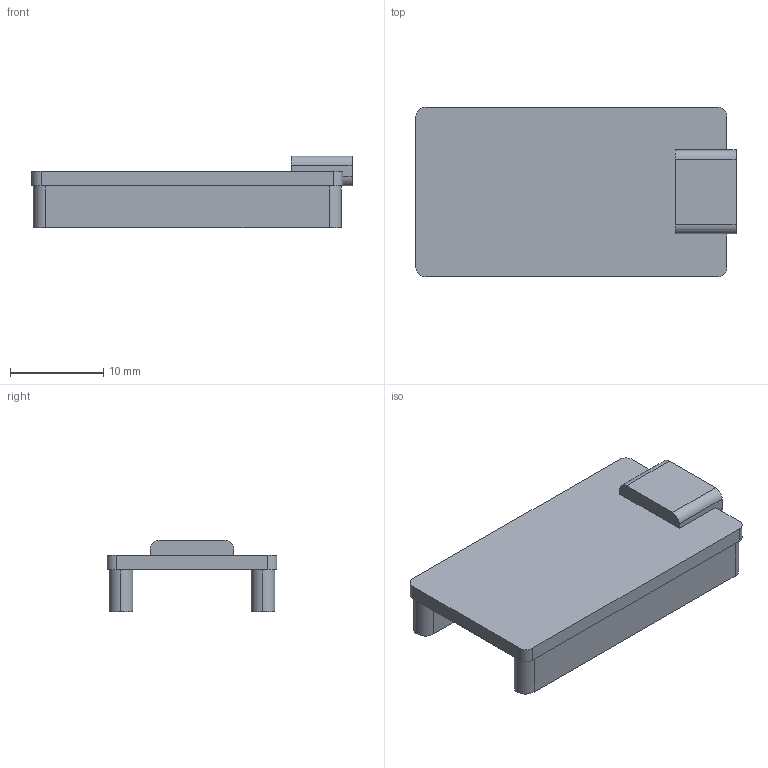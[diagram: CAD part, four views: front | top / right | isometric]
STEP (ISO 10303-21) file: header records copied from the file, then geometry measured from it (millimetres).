
FILE_DESCRIPTION(/* description */ (''),/* implementation_level */ '2;1');
FILE_NAME(/* name */ 'nice-nano v7.step',/* time_stamp */ '2023-06-29T10:57:42+08:00',/* author */ (''),/* organization */ (''),/* preprocessor_version */ 'ST-DEVELOPER v19.2',/* originating_system */ 'Autodesk Translation Framework v12.6.0.85',/* authorisation */ '');
FILE_SCHEMA (('AUTOMOTIVE_DESIGN { 1 0 10303 214 3 1 1 }'));
Length unit declared in the file: millimetre
Products named in the file (1): nice-nano
Bounding box: 34.3 x 18.2 x 7.7 mm (x, y, z)
Volume: 1554.7 mm3; surface area: 2931.8 mm2
Topology: 4 solids, 4 shells, 75 faces, 198 edges, 132 vertices
Faces by surface type: cylinder 46, plane 29
Full cylindrical faces by diameter (mm): 1.092 x26
Entity records: 2512 total; most frequent: DIRECTION 442, CARTESIAN_POINT 406, ORIENTED_EDGE 396, EDGE_CURVE 198, AXIS2_PLACEMENT_3D 168, VERTEX_POINT 132, EDGE_LOOP 128, LINE 106
